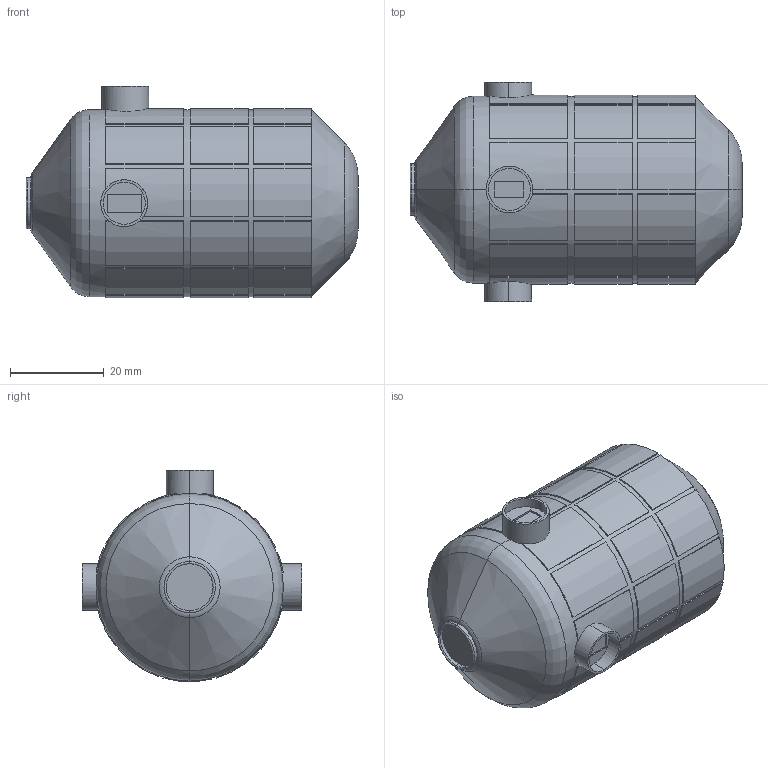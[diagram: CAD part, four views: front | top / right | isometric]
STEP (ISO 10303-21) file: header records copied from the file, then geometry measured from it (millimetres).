
FILE_DESCRIPTION (( 'STEP AP203' ), '1' );
FILE_NAME ('node.par_Défaut_sldprt.STEP', '2024-03-20T04:11:28', ( '' ), ( '' ), 'SwSTEP 2.0', 'SolidWorks 2022', '' );
FILE_SCHEMA (( 'CONFIG_CONTROL_DESIGN' ));
Length unit declared in the file: millimetre
Products named in the file (1): node.par_Défaut_sldprt
Bounding box: 71 x 47 x 45.21 mm (x, y, z)
Volume: 77216.3 mm3; surface area: 10541.7 mm2
Topology: 1 solids, 1 shells, 222 faces, 551 edges, 353 vertices
Faces by surface type: plane 157, cylinder 53, torus 8, cone 4
Entity records: 6871 total; most frequent: CARTESIAN_POINT 1385, DIRECTION 1171, ORIENTED_EDGE 1102, EDGE_CURVE 551, AXIS2_PLACEMENT_3D 420, VERTEX_POINT 353, VECTOR 331, LINE 331
